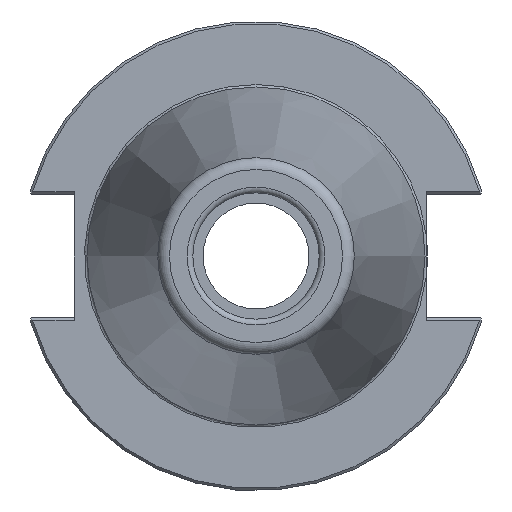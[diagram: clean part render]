
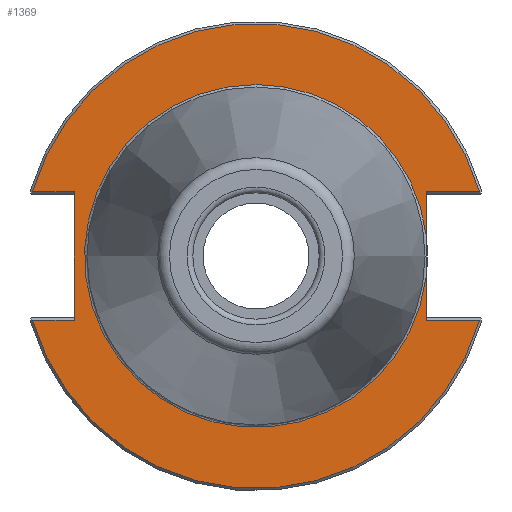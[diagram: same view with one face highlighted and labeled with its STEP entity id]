
A CAD part, left-side view. The second image highlights one B-rep face of the part: STEP entity #1369.
In plain terms, the highlighted planar face has unit normal (-1, 0, 0).
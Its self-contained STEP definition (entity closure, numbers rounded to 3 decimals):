
#91=LINE('',#2436,#137);
#94=LINE('',#2503,#140);
#95=LINE('',#2509,#141);
#96=LINE('',#2511,#142);
#97=LINE('',#2515,#143);
#98=LINE('',#2517,#144);
#99=LINE('',#2518,#145);
#137=VECTOR('',#1672,10.);
#140=VECTOR('',#1691,10.);
#141=VECTOR('',#1696,10.);
#142=VECTOR('',#1697,10.);
#143=VECTOR('',#1700,10.);
#144=VECTOR('',#1701,10.);
#145=VECTOR('',#1702,10.);
#272=FACE_OUTER_BOUND('',#347,.T.);
#347=EDGE_LOOP('',(#1000,#1001,#1002,#1003,#1004,#1005,#1006,#1007,#1008,
#1009,#1010));
#426=CIRCLE('',#1475,48.249);
#428=CIRCLE('',#1478,35.579);
#429=CIRCLE('',#1479,35.579);
#430=CIRCLE('',#1480,48.249);
#561=VERTEX_POINT('',#2433);
#562=VERTEX_POINT('',#2435);
#570=VERTEX_POINT('',#2487);
#573=VERTEX_POINT('',#2502);
#574=VERTEX_POINT('',#2504);
#575=VERTEX_POINT('',#2506);
#576=VERTEX_POINT('',#2508);
#577=VERTEX_POINT('',#2510);
#578=VERTEX_POINT('',#2512);
#579=VERTEX_POINT('',#2514);
#580=VERTEX_POINT('',#2516);
#731=EDGE_CURVE('',#561,#562,#91,.T.);
#743=EDGE_CURVE('',#562,#570,#426,.T.);
#747=EDGE_CURVE('',#561,#573,#94,.T.);
#748=EDGE_CURVE('',#573,#574,#428,.T.);
#749=EDGE_CURVE('',#574,#575,#429,.T.);
#750=EDGE_CURVE('',#575,#576,#95,.T.);
#751=EDGE_CURVE('',#577,#576,#96,.T.);
#752=EDGE_CURVE('',#578,#577,#430,.T.);
#753=EDGE_CURVE('',#579,#578,#97,.T.);
#754=EDGE_CURVE('',#579,#580,#98,.T.);
#755=EDGE_CURVE('',#570,#580,#99,.T.);
#1000=ORIENTED_EDGE('',*,*,#731,.F.);
#1001=ORIENTED_EDGE('',*,*,#747,.T.);
#1002=ORIENTED_EDGE('',*,*,#748,.T.);
#1003=ORIENTED_EDGE('',*,*,#749,.T.);
#1004=ORIENTED_EDGE('',*,*,#750,.T.);
#1005=ORIENTED_EDGE('',*,*,#751,.F.);
#1006=ORIENTED_EDGE('',*,*,#752,.F.);
#1007=ORIENTED_EDGE('',*,*,#753,.F.);
#1008=ORIENTED_EDGE('',*,*,#754,.T.);
#1009=ORIENTED_EDGE('',*,*,#755,.F.);
#1010=ORIENTED_EDGE('',*,*,#743,.F.);
#1332=PLANE('',#1477);
#1369=ADVANCED_FACE('',(#272),#1332,.T.);
#1475=AXIS2_PLACEMENT_3D('',#2488,#1685,#1686);
#1477=AXIS2_PLACEMENT_3D('',#2501,#1689,#1690);
#1478=AXIS2_PLACEMENT_3D('',#2505,#1692,#1693);
#1479=AXIS2_PLACEMENT_3D('',#2507,#1694,#1695);
#1480=AXIS2_PLACEMENT_3D('',#2513,#1698,#1699);
#1672=DIRECTION('',(0.,-1.,0.));
#1685=DIRECTION('center_axis',(1.,0.,0.));
#1686=DIRECTION('ref_axis',(0.,0.,-1.));
#1689=DIRECTION('center_axis',(-1.,0.,0.));
#1690=DIRECTION('ref_axis',(0.,0.,1.));
#1691=DIRECTION('',(0.,0.,1.));
#1692=DIRECTION('center_axis',(1.,0.,0.));
#1693=DIRECTION('ref_axis',(0.,0.,-1.));
#1694=DIRECTION('center_axis',(1.,0.,0.));
#1695=DIRECTION('ref_axis',(0.,0.,-1.));
#1696=DIRECTION('',(0.,0.,1.));
#1697=DIRECTION('',(0.,1.,0.));
#1698=DIRECTION('center_axis',(1.,0.,0.));
#1699=DIRECTION('ref_axis',(0.,0.,-1.));
#1700=DIRECTION('',(0.,1.,0.));
#1701=DIRECTION('',(0.,0.,-1.));
#1702=DIRECTION('',(0.,-1.,0.));
#2433=CARTESIAN_POINT('',(1.5,-35.3,-13.325));
#2435=CARTESIAN_POINT('',(1.5,-46.373,-13.325));
#2436=CARTESIAN_POINT('',(1.5,-13.707,-13.325));
#2487=CARTESIAN_POINT('',(1.5,46.373,-13.325));
#2488=CARTESIAN_POINT('Origin',(1.5,0.,0.));
#2501=CARTESIAN_POINT('Origin',(1.5,48.249,0.));
#2502=CARTESIAN_POINT('',(1.5,-35.3,-4.449));
#2503=CARTESIAN_POINT('',(1.5,-35.3,-6.413));
#2504=CARTESIAN_POINT('',(1.5,0.,35.579));
#2505=CARTESIAN_POINT('Origin',(1.5,0.,0.));
#2506=CARTESIAN_POINT('',(1.5,-35.3,4.449));
#2507=CARTESIAN_POINT('Origin',(1.5,0.,0.));
#2508=CARTESIAN_POINT('',(1.5,-35.3,13.325));
#2509=CARTESIAN_POINT('',(1.5,-35.3,-6.413));
#2510=CARTESIAN_POINT('',(1.5,-46.373,13.325));
#2511=CARTESIAN_POINT('',(1.5,6.475,13.325));
#2512=CARTESIAN_POINT('',(1.5,46.373,13.325));
#2513=CARTESIAN_POINT('Origin',(1.5,0.,0.));
#2514=CARTESIAN_POINT('',(1.5,37.7,13.325));
#2515=CARTESIAN_POINT('',(1.5,61.395,13.325));
#2516=CARTESIAN_POINT('',(1.5,37.7,-13.325));
#2517=CARTESIAN_POINT('',(1.5,37.7,6.413));
#2518=CARTESIAN_POINT('',(1.5,42.975,-13.325));
